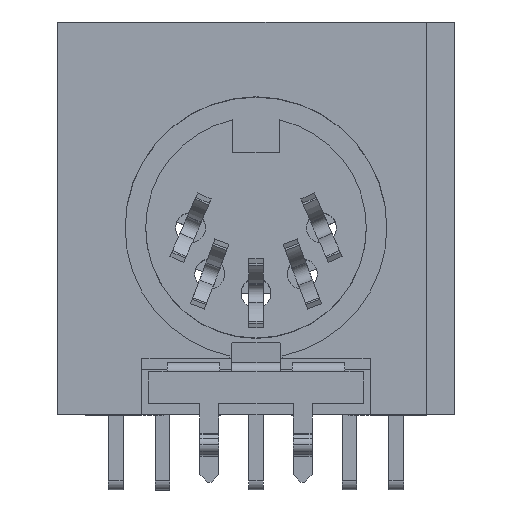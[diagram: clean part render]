
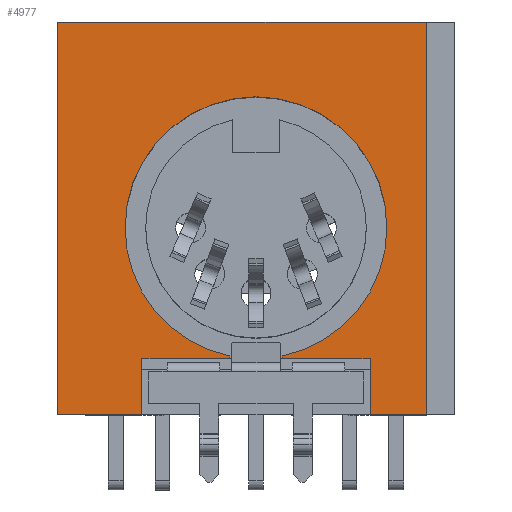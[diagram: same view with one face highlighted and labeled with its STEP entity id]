
A CAD part, top view. The second image highlights one B-rep face of the part: STEP entity #4977.
In plain terms, the highlighted planar face has unit normal (0, 0, 1).
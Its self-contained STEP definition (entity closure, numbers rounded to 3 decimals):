
#2816 = EDGE_CURVE ( 'NONE', #18131, #18132, #18841, .T. ) ;
#2820 = EDGE_CURVE ( 'NONE', #18132, #18127, #18843, .T. ) ;
#2960 = AXIS2_PLACEMENT_3D ( 'NONE', #7266, #7270, #7271 ) ;
#2964 = AXIS2_PLACEMENT_3D ( 'NONE', #7257, #7258, #7259 ) ;
#3808 = EDGE_LOOP ( 'NONE', ( #18503, #18502, #18500, #18505, #18501, #18499, #18496, #18497, #18498, #18495, #18494, #18492, #18493, #18491 ) ) ;
#4854 = EDGE_CURVE ( 'NONE', #17417, #17416, #9042, .T. ) ;
#4856 = EDGE_CURVE ( 'NONE', #17416, #17415, #9048, .T. ) ;
#4858 = EDGE_CURVE ( 'NONE', #17415, #17414, #9054, .T. ) ;
#4862 = EDGE_CURVE ( 'NONE', #17412, #17413, #9066, .T. ) ;
#4863 = EDGE_CURVE ( 'NONE', #17413, #17411, #9069, .T. ) ;
#4867 = EDGE_CURVE ( 'NONE', #17409, #17410, #9081, .T. ) ;
#4869 = EDGE_CURVE ( 'NONE', #17410, #17408, #9087, .T. ) ;
#4870 = EDGE_CURVE ( 'NONE', #17414, #17412, #9090, .T. ) ;
#4871 = EDGE_CURVE ( 'NONE', #17408, #17417, #9093, .T. ) ;
#4873 = EDGE_CURVE ( 'NONE', #17411, #17406, #9099, .T. ) ;
#4885 = EDGE_CURVE ( 'NONE', #18131, #17409, #9135, .T. ) ;
#4887 = EDGE_CURVE ( 'NONE', #18127, #17406, #18941, .T. ) ;
#4977 = ADVANCED_FACE ( 'NONE', ( #8339 ), #9518, .F. ) ;
#7257 = CARTESIAN_POINT ( 'NONE',  ( 0., 10., 0. ) ) ;
#7258 = DIRECTION ( 'NONE',  ( 0., 0., -1. ) ) ;
#7259 = DIRECTION ( 'NONE',  ( 1., 0., 0. ) ) ;
#7266 = CARTESIAN_POINT ( 'NONE',  ( 0., 10., 0. ) ) ;
#7270 = DIRECTION ( 'NONE',  ( 0., 0., -1. ) ) ;
#7271 = DIRECTION ( 'NONE',  ( 1., 0., 0. ) ) ;
#8171 = AXIS2_PLACEMENT_3D ( 'NONE', #9134, #9141, #9142 ) ;
#8182 = VECTOR ( 'NONE', #9044, 1000. ) ;
#8184 = VECTOR ( 'NONE', #9050, 1000. ) ;
#8186 = VECTOR ( 'NONE', #9056, 1000. ) ;
#8190 = VECTOR ( 'NONE', #9068, 1000. ) ;
#8191 = VECTOR ( 'NONE', #9071, 1000. ) ;
#8195 = VECTOR ( 'NONE', #9083, 1000. ) ;
#8197 = VECTOR ( 'NONE', #9089, 1000. ) ;
#8198 = VECTOR ( 'NONE', #9092, 1000. ) ;
#8199 = VECTOR ( 'NONE', #9095, 1000. ) ;
#8201 = VECTOR ( 'NONE', #9101, 1000. ) ;
#8213 = VECTOR ( 'NONE', #9137, 1000. ) ;
#8339 = FACE_OUTER_BOUND ( 'NONE', #3808, .T. ) ;
#8346 = AXIS2_PLACEMENT_3D ( 'NONE', #9519, #9520, #9521 ) ;
#9042 = LINE ( 'NONE', #9043, #8182 ) ;
#9043 = CARTESIAN_POINT ( 'NONE',  ( -10.6, 21., 0. ) ) ;
#9044 = DIRECTION ( 'NONE',  ( 0., 1., 0. ) ) ;
#9048 = LINE ( 'NONE', #9049, #8184 ) ;
#9049 = CARTESIAN_POINT ( 'NONE',  ( -10.6, 21., 0. ) ) ;
#9050 = DIRECTION ( 'NONE',  ( 1., 0., 0. ) ) ;
#9054 = LINE ( 'NONE', #9055, #8186 ) ;
#9055 = CARTESIAN_POINT ( 'NONE',  ( 9.1, 21., 0. ) ) ;
#9056 = DIRECTION ( 'NONE',  ( 0., -1., 0. ) ) ;
#9066 = LINE ( 'NONE', #9067, #8190 ) ;
#9067 = CARTESIAN_POINT ( 'NONE',  ( 6.1, 21., 0. ) ) ;
#9068 = DIRECTION ( 'NONE',  ( 0., 1., 0. ) ) ;
#9069 = LINE ( 'NONE', #9070, #8191 ) ;
#9070 = CARTESIAN_POINT ( 'NONE',  ( -10.6, 3., 0. ) ) ;
#9071 = DIRECTION ( 'NONE',  ( -1., 0., 0. ) ) ;
#9081 = LINE ( 'NONE', #9082, #8195 ) ;
#9082 = CARTESIAN_POINT ( 'NONE',  ( -10.6, 3., 0. ) ) ;
#9083 = DIRECTION ( 'NONE',  ( -1., 0., 0. ) ) ;
#9087 = LINE ( 'NONE', #9088, #8197 ) ;
#9088 = CARTESIAN_POINT ( 'NONE',  ( -6.1, 21., 0. ) ) ;
#9089 = DIRECTION ( 'NONE',  ( 0., -1., 0. ) ) ;
#9090 = LINE ( 'NONE', #9091, #8198 ) ;
#9091 = CARTESIAN_POINT ( 'NONE',  ( -10.6, 0., 0. ) ) ;
#9092 = DIRECTION ( 'NONE',  ( -1., 0., 0. ) ) ;
#9093 = LINE ( 'NONE', #9094, #8199 ) ;
#9094 = CARTESIAN_POINT ( 'NONE',  ( -10.6, 0., 0. ) ) ;
#9095 = DIRECTION ( 'NONE',  ( -1., 0., 0. ) ) ;
#9099 = LINE ( 'NONE', #9100, #8201 ) ;
#9100 = CARTESIAN_POINT ( 'NONE',  ( 1.4, 21., 0. ) ) ;
#9101 = DIRECTION ( 'NONE',  ( 0., 1., 0. ) ) ;
#9134 = CARTESIAN_POINT ( 'NONE',  ( 0., 10., 0. ) ) ;
#9135 = LINE ( 'NONE', #9136, #8213 ) ;
#9136 = CARTESIAN_POINT ( 'NONE',  ( -1.4, 21., 0. ) ) ;
#9137 = DIRECTION ( 'NONE',  ( 0., -1., 0. ) ) ;
#9141 = DIRECTION ( 'NONE',  ( 0., 0., -1. ) ) ;
#9142 = DIRECTION ( 'NONE',  ( 1., 0., 0. ) ) ;
#9518 = PLANE ( 'NONE',  #8346 ) ;
#9519 = CARTESIAN_POINT ( 'NONE',  ( -10.6, 21., 0. ) ) ;
#9520 = DIRECTION ( 'NONE',  ( 0., 0., -1. ) ) ;
#9521 = DIRECTION ( 'NONE',  ( -1., 0., 0. ) ) ;
#13518 = CARTESIAN_POINT ( 'NONE',  ( 1.4, 3.141, 0. ) ) ;
#13520 = CARTESIAN_POINT ( 'NONE',  ( -6.1, 0., 0. ) ) ;
#13521 = CARTESIAN_POINT ( 'NONE',  ( -1.4, 3., 0. ) ) ;
#13522 = CARTESIAN_POINT ( 'NONE',  ( -6.1, 3., 0. ) ) ;
#13523 = CARTESIAN_POINT ( 'NONE',  ( 1.4, 3., 0. ) ) ;
#13524 = CARTESIAN_POINT ( 'NONE',  ( 6.1, 0., 0. ) ) ;
#13525 = CARTESIAN_POINT ( 'NONE',  ( 6.1, 3., 0. ) ) ;
#13526 = CARTESIAN_POINT ( 'NONE',  ( 9.1, 0., 0. ) ) ;
#13527 = CARTESIAN_POINT ( 'NONE',  ( 9.1, 21., 0. ) ) ;
#13528 = CARTESIAN_POINT ( 'NONE',  ( -10.6, 21., 0. ) ) ;
#13529 = CARTESIAN_POINT ( 'NONE',  ( -10.6, 0., 0. ) ) ;
#14928 = CARTESIAN_POINT ( 'NONE',  ( 7., 10., 0. ) ) ;
#14932 = CARTESIAN_POINT ( 'NONE',  ( -1.4, 3.141, 0. ) ) ;
#14933 = CARTESIAN_POINT ( 'NONE',  ( -7., 10., 0. ) ) ;
#17406 = VERTEX_POINT ( 'NONE', #13518 ) ;
#17408 = VERTEX_POINT ( 'NONE', #13520 ) ;
#17409 = VERTEX_POINT ( 'NONE', #13521 ) ;
#17410 = VERTEX_POINT ( 'NONE', #13522 ) ;
#17411 = VERTEX_POINT ( 'NONE', #13523 ) ;
#17412 = VERTEX_POINT ( 'NONE', #13524 ) ;
#17413 = VERTEX_POINT ( 'NONE', #13525 ) ;
#17414 = VERTEX_POINT ( 'NONE', #13526 ) ;
#17415 = VERTEX_POINT ( 'NONE', #13527 ) ;
#17416 = VERTEX_POINT ( 'NONE', #13528 ) ;
#17417 = VERTEX_POINT ( 'NONE', #13529 ) ;
#18127 = VERTEX_POINT ( 'NONE', #14928 ) ;
#18131 = VERTEX_POINT ( 'NONE', #14932 ) ;
#18132 = VERTEX_POINT ( 'NONE', #14933 ) ;
#18491 = ORIENTED_EDGE ( 'NONE', *, *, #4871, .F. ) ;
#18492 = ORIENTED_EDGE ( 'NONE', *, *, #4856, .F. ) ;
#18493 = ORIENTED_EDGE ( 'NONE', *, *, #4854, .F. ) ;
#18494 = ORIENTED_EDGE ( 'NONE', *, *, #4858, .F. ) ;
#18495 = ORIENTED_EDGE ( 'NONE', *, *, #4870, .F. ) ;
#18496 = ORIENTED_EDGE ( 'NONE', *, *, #4873, .F. ) ;
#18497 = ORIENTED_EDGE ( 'NONE', *, *, #4863, .F. ) ;
#18498 = ORIENTED_EDGE ( 'NONE', *, *, #4862, .F. ) ;
#18499 = ORIENTED_EDGE ( 'NONE', *, *, #4887, .T. ) ;
#18500 = ORIENTED_EDGE ( 'NONE', *, *, #4885, .F. ) ;
#18501 = ORIENTED_EDGE ( 'NONE', *, *, #2820, .T. ) ;
#18502 = ORIENTED_EDGE ( 'NONE', *, *, #4867, .F. ) ;
#18503 = ORIENTED_EDGE ( 'NONE', *, *, #4869, .F. ) ;
#18505 = ORIENTED_EDGE ( 'NONE', *, *, #2816, .T. ) ;
#18841 = CIRCLE ( 'NONE', #2964, 7. ) ;
#18843 = CIRCLE ( 'NONE', #2960, 7. ) ;
#18941 = CIRCLE ( 'NONE', #8171, 7. ) ;
